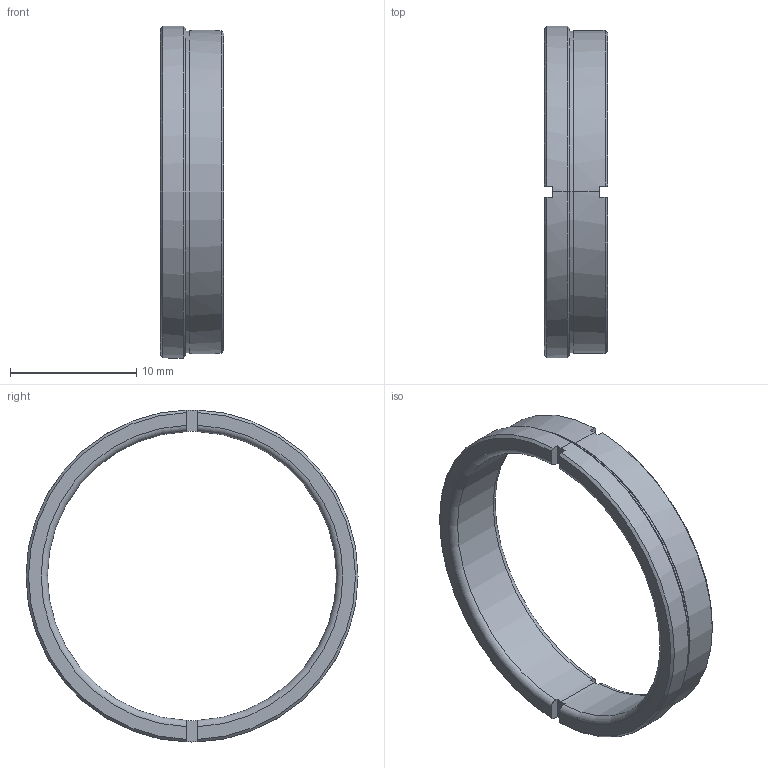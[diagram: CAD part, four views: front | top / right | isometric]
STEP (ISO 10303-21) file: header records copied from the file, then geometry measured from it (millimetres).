
FILE_DESCRIPTION (( 'STEP AP203' ), '1' );
FILE_NAME ('RTV-SM1.STEP', '2025-09-03T08:03:56', ( '' ), ( '' ), 'SwSTEP 2.0', 'SolidWorks 2020', '' );
FILE_SCHEMA (( 'CONFIG_CONTROL_DESIGN' ));
Length unit declared in the file: millimetre
Products named in the file (1): RTV-SM1
Bounding box: 5 x 26.3 x 26.3 mm (x, y, z)
Volume: 554.1 mm3; surface area: 981.2 mm2
Topology: 1 solids, 1 shells, 36 faces, 100 edges, 66 vertices
Faces by surface type: plane 18, cylinder 8, cone 6, torus 4
Entity records: 1347 total; most frequent: CARTESIAN_POINT 331, DIRECTION 200, ORIENTED_EDGE 200, EDGE_CURVE 100, AXIS2_PLACEMENT_3D 79, VERTEX_POINT 66, VECTOR 42, CIRCLE 42
